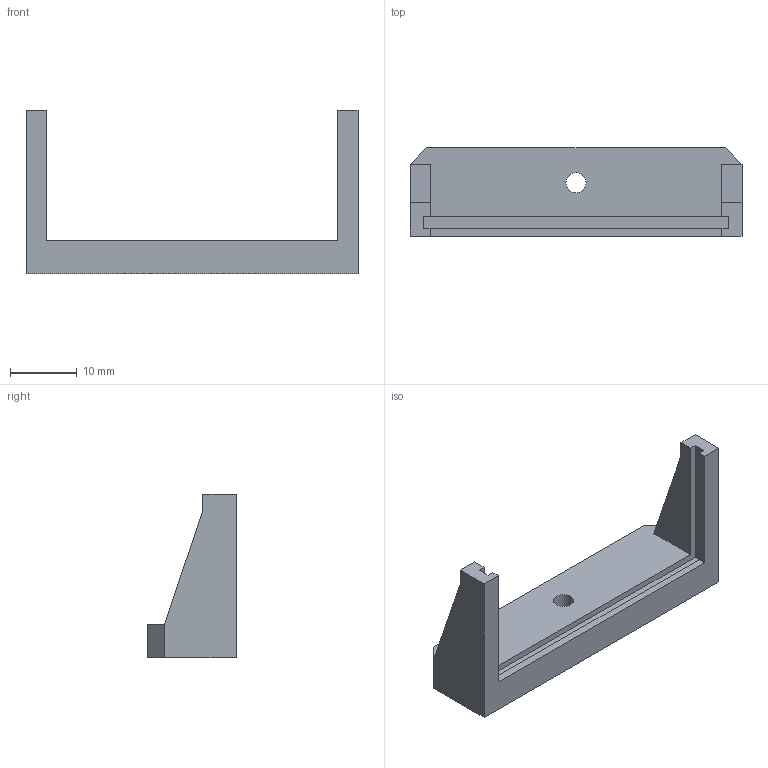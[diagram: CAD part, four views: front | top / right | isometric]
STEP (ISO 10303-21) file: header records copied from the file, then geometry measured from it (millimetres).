
FILE_DESCRIPTION(/* description */ ('STEP AP242','CAx-IF Rec.Pracs.---Representation and Presentation of Product Manufacturing Information (PMI)---4.0---2014-10-13','CAx-IF Rec.Pracs.---3D Tessellated Geometry---0.4---2014-09-14','2;1'),/* implementation_level */ '2;1');
FILE_NAME(/* name */ '659487b7be34dc4e93d65922',/* time_stamp */ '2024-01-02T22:01:28Z',/* author */ (''),/* organization */ (''),/* preprocessor_version */ 'ST-DEVELOPER v19.4',/* originating_system */ ' ',/* authorisation */ ' ');
FILE_SCHEMA (('AP242_MANAGED_MODEL_BASED_3D_ENGINEERING_MIM_LF { 1 0 10303 442 1 1 4 }'));
Length unit declared in the file: metre
Products named in the file (1): Part 1
Bounding box: 49.6 x 13.25 x 24.47 mm (x, y, z)
Volume: 3941.1 mm3; surface area: 2911.8 mm2
Topology: 1 solids, 1 shells, 25 faces, 67 edges, 44 vertices
Faces by surface type: plane 24, cylinder 1
Full cylindrical faces by diameter (mm): 3 x1
Entity records: 788 total; most frequent: CARTESIAN_POINT 136, ORIENTED_EDGE 132, DIRECTION 120, EDGE_CURVE 66, LINE 64, VECTOR 64, VERTEX_POINT 44, EDGE_LOOP 28
